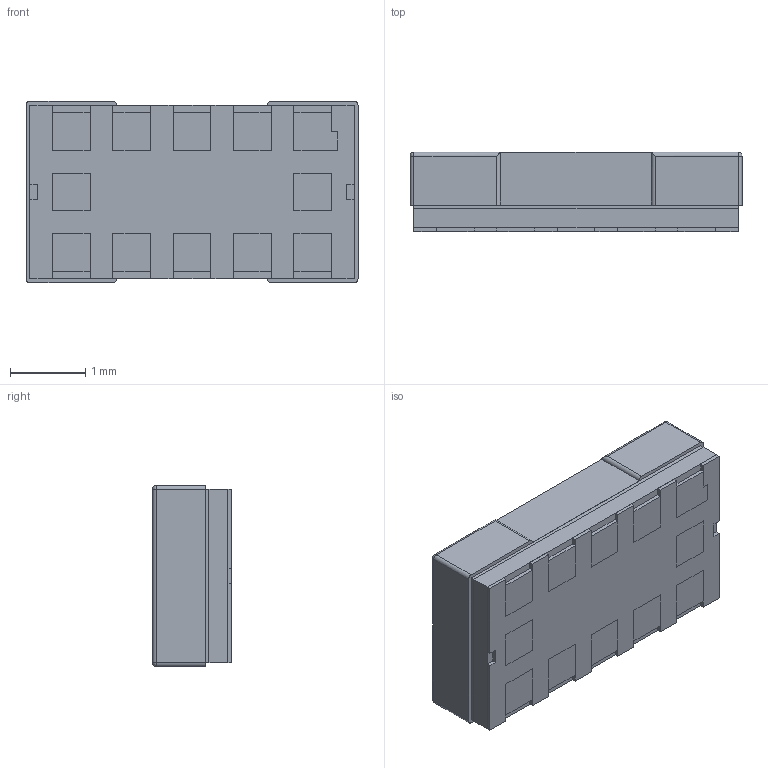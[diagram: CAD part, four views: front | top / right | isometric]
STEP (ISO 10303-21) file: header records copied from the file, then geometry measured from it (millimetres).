
FILE_DESCRIPTION (( 'STEP AP214' ), '1' );
FILE_NAME ('VL53L0CXV0DH-1.STEP', '2018-12-20T12:14:53', ( '' ), ( '' ), 'SwSTEP 2.0', 'SolidWorks 2017', '' );
FILE_SCHEMA (( 'AUTOMOTIVE_DESIGN' ));
Length unit declared in the file: millimetre
Products named in the file (1): VL53L0CXV0DH-1
Bounding box: 4.4 x 1.05 x 2.4 mm (x, y, z)
Volume: 10.7 mm3; surface area: 98.7 mm2
Topology: 18 solids, 18 shells, 254 faces, 600 edges, 392 vertices
Faces by surface type: plane 228, cylinder 22, sphere 4
Entity records: 7323 total; most frequent: CARTESIAN_POINT 1255, ORIENTED_EDGE 1192, DIRECTION 1138, EDGE_CURVE 596, VECTOR 556, LINE 556, VERTEX_POINT 392, AXIS2_PLACEMENT_3D 291
